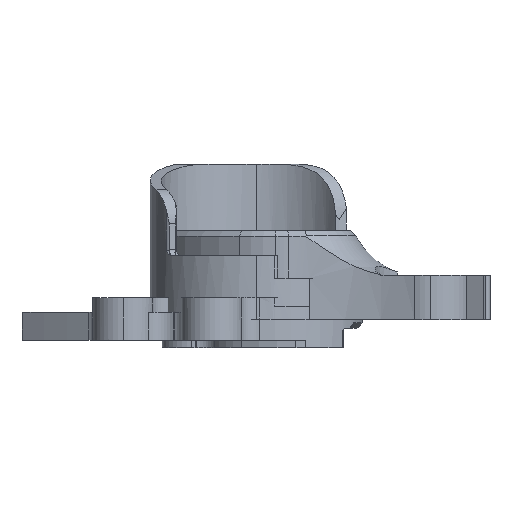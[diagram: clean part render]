
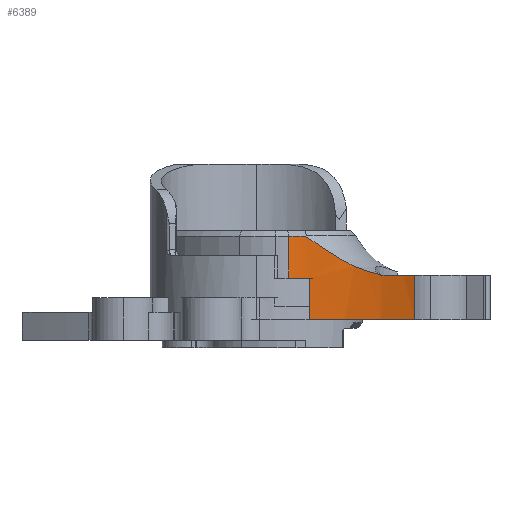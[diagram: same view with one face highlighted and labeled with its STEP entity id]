
A CAD part, left-side view. The second image highlights one B-rep face of the part: STEP entity #6389.
In plain terms, the highlighted cylindrical face has radius 40 mm (diameter 80 mm), a partial arc.
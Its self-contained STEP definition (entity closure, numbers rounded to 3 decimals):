
#70 = DIRECTION ( 'NONE',  ( 0., 0., -1. ) ) ;
#285 = CIRCLE ( 'NONE', #5411, 40. ) ;
#351 = CARTESIAN_POINT ( 'NONE',  ( -14.203, -17.602, 8.379 ) ) ;
#373 = CARTESIAN_POINT ( 'NONE',  ( -13.295, -6.416, 14.328 ) ) ;
#385 = ORIENTED_EDGE ( 'NONE', *, *, #2492, .T. ) ;
#393 = DIRECTION ( 'NONE',  ( 0., 0., 1. ) ) ;
#579 = CARTESIAN_POINT ( 'NONE',  ( -16.594, -24.862, 84.538 ) ) ;
#651 = EDGE_CURVE ( 'NONE', #3517, #1493, #1285, .T. ) ;
#732 = CARTESIAN_POINT ( 'NONE',  ( -13.763, -2.275, 84.538 ) ) ;
#854 = CARTESIAN_POINT ( 'NONE',  ( -13.763, -2.275, 15. ) ) ;
#874 = CARTESIAN_POINT ( 'NONE',  ( -13.952, -16.384, 8.722 ) ) ;
#905 = CARTESIAN_POINT ( 'NONE',  ( -13.379, -5.324, 15. ) ) ;
#921 = VERTEX_POINT ( 'NONE', #6301 ) ;
#1045 = B_SPLINE_CURVE_WITH_KNOTS ( 'NONE', 3,
 ( #2915, #5985, #351, #3939, #874, #4451, #1393, #4965, #1918, #5485, #2441, #6009, #2942, #6516, #3442, #373, #3962, #905 ),
 .UNSPECIFIED., .F., .F.,
 ( 4, 2, 2, 2, 2, 2, 2, 2, 4 ),
 ( 0.006, 0.008, 0.009, 0.01, 0.014, 0.016, 0.018, 0.02, 0.022 ),
 .UNSPECIFIED. ) ;
#1053 = EDGE_CURVE ( 'NONE', #1318, #4956, #1933, .T. ) ;
#1097 = VERTEX_POINT ( 'NONE', #4684 ) ;
#1113 = DIRECTION ( 'NONE',  ( -1., 0., 0. ) ) ;
#1285 = CIRCLE ( 'NONE', #6240, 40. ) ;
#1318 = VERTEX_POINT ( 'NONE', #5528 ) ;
#1380 = EDGE_CURVE ( 'NONE', #1097, #921, #5107, .T. ) ;
#1393 = CARTESIAN_POINT ( 'NONE',  ( -13.789, -15.486, 9.028 ) ) ;
#1422 = CIRCLE ( 'NONE', #3661, 40. ) ;
#1443 = FACE_OUTER_BOUND ( 'NONE', #2744, .T. ) ;
#1447 = ORIENTED_EDGE ( 'NONE', *, *, #1380, .F. ) ;
#1493 = VERTEX_POINT ( 'NONE', #854 ) ;
#1561 = CARTESIAN_POINT ( 'NONE',  ( -13.763, -2.275, 7.5 ) ) ;
#1579 = DIRECTION ( 'NONE',  ( 0., 0., -1. ) ) ;
#1581 = EDGE_CURVE ( 'NONE', #1318, #921, #1422, .T. ) ;
#1608 = CIRCLE ( 'NONE', #3506, 40. ) ;
#1681 = DIRECTION ( 'NONE',  ( 0., 0., -1. ) ) ;
#1761 = VECTOR ( 'NONE', #70, 1000. ) ;
#1795 = ORIENTED_EDGE ( 'NONE', *, *, #1581, .T. ) ;
#1834 = DIRECTION ( 'NONE',  ( 0., 0., 1. ) ) ;
#1918 = CARTESIAN_POINT ( 'NONE',  ( -13.42, -12.879, 10.164 ) ) ;
#1933 = LINE ( 'NONE', #579, #1761 ) ;
#1936 = CARTESIAN_POINT ( 'NONE',  ( -13.33, -5.936, 0. ) ) ;
#1968 = ORIENTED_EDGE ( 'NONE', *, *, #6455, .T. ) ;
#2122 = ORIENTED_EDGE ( 'NONE', *, *, #5026, .T. ) ;
#2265 = EDGE_CURVE ( 'NONE', #5804, #4244, #285, .T. ) ;
#2270 = LINE ( 'NONE', #5016, #4971 ) ;
#2380 = ORIENTED_EDGE ( 'NONE', *, *, #1053, .F. ) ;
#2441 = CARTESIAN_POINT ( 'NONE',  ( -13.268, -10.674, 11.459 ) ) ;
#2492 = EDGE_CURVE ( 'NONE', #1493, #5804, #5813, .T. ) ;
#2744 = EDGE_LOOP ( 'NONE', ( #1447, #2122, #5173, #385, #6022, #4535, #1968, #2380, #1795 ) ) ;
#2915 = CARTESIAN_POINT ( 'NONE',  ( -14.504, -18.825, 8.156 ) ) ;
#2942 = CARTESIAN_POINT ( 'NONE',  ( -13.225, -9.063, 12.516 ) ) ;
#3164 = AXIS2_PLACEMENT_3D ( 'NONE', #6234, #4650, #1113 ) ;
#3442 = CARTESIAN_POINT ( 'NONE',  ( -13.246, -7.479, 13.609 ) ) ;
#3506 = AXIS2_PLACEMENT_3D ( 'NONE', #4741, #1681, #5256 ) ;
#3517 = VERTEX_POINT ( 'NONE', #5656 ) ;
#3661 = AXIS2_PLACEMENT_3D ( 'NONE', #4991, #4905, #4877 ) ;
#3723 = CARTESIAN_POINT ( 'NONE',  ( -53.227, -8.8, 15. ) ) ;
#3881 = CARTESIAN_POINT ( 'NONE',  ( -16.594, -24.862, 0. ) ) ;
#3939 = CARTESIAN_POINT ( 'NONE',  ( -14.012, -16.688, 8.629 ) ) ;
#3962 = CARTESIAN_POINT ( 'NONE',  ( -13.33, -5.878, 14.682 ) ) ;
#4003 = CYLINDRICAL_SURFACE ( 'NONE', #3164, 40. ) ;
#4049 = CARTESIAN_POINT ( 'NONE',  ( -13.33, -5.936, 7.5 ) ) ;
#4174 = EDGE_CURVE ( 'NONE', #5051, #4244, #2270, .T. ) ;
#4244 = VERTEX_POINT ( 'NONE', #4049 ) ;
#4316 = DIRECTION ( 'NONE',  ( 0., 0., -1. ) ) ;
#4446 = VECTOR ( 'NONE', #4316, 1000. ) ;
#4451 = CARTESIAN_POINT ( 'NONE',  ( -13.84, -15.783, 8.921 ) ) ;
#4535 = ORIENTED_EDGE ( 'NONE', *, *, #4174, .F. ) ;
#4583 = CARTESIAN_POINT ( 'NONE',  ( -14.504, -18.825, 12.038 ) ) ;
#4625 = CARTESIAN_POINT ( 'NONE',  ( -53.227, -8.8, 7.5 ) ) ;
#4650 = DIRECTION ( 'NONE',  ( 0., 0., -1. ) ) ;
#4684 = CARTESIAN_POINT ( 'NONE',  ( -14.504, -18.825, 8.156 ) ) ;
#4741 = CARTESIAN_POINT ( 'NONE',  ( -53.227, -8.8, 0. ) ) ;
#4861 = DIRECTION ( 'NONE',  ( 0., 0., -1. ) ) ;
#4877 = DIRECTION ( 'NONE',  ( -1., 0., 0. ) ) ;
#4905 = DIRECTION ( 'NONE',  ( 0., 0., 1. ) ) ;
#4956 = VERTEX_POINT ( 'NONE', #3881 ) ;
#4965 = CARTESIAN_POINT ( 'NONE',  ( -13.551, -14.013, 9.599 ) ) ;
#4971 = VECTOR ( 'NONE', #393, 1000. ) ;
#4991 = CARTESIAN_POINT ( 'NONE',  ( -53.227, -8.8, 8. ) ) ;
#5016 = CARTESIAN_POINT ( 'NONE',  ( -13.33, -5.936, 3.75 ) ) ;
#5026 = EDGE_CURVE ( 'NONE', #1097, #3517, #1045, .T. ) ;
#5051 = VERTEX_POINT ( 'NONE', #1936 ) ;
#5107 = LINE ( 'NONE', #4583, #5263 ) ;
#5149 = DIRECTION ( 'NONE',  ( 1., 0., 0. ) ) ;
#5173 = ORIENTED_EDGE ( 'NONE', *, *, #651, .T. ) ;
#5256 = DIRECTION ( 'NONE',  ( -1., 0., 0. ) ) ;
#5263 = VECTOR ( 'NONE', #4861, 1000. ) ;
#5311 = DIRECTION ( 'NONE',  ( 1., 0., 0. ) ) ;
#5411 = AXIS2_PLACEMENT_3D ( 'NONE', #4625, #1579, #5149 ) ;
#5485 = CARTESIAN_POINT ( 'NONE',  ( -13.297, -11.22, 11.121 ) ) ;
#5528 = CARTESIAN_POINT ( 'NONE',  ( -16.594, -24.862, 8. ) ) ;
#5656 = CARTESIAN_POINT ( 'NONE',  ( -13.379, -5.324, 15. ) ) ;
#5804 = VERTEX_POINT ( 'NONE', #1561 ) ;
#5813 = LINE ( 'NONE', #732, #4446 ) ;
#5985 = CARTESIAN_POINT ( 'NONE',  ( -14.345, -18.212, 8.248 ) ) ;
#6009 = CARTESIAN_POINT ( 'NONE',  ( -13.232, -9.595, 12.156 ) ) ;
#6022 = ORIENTED_EDGE ( 'NONE', *, *, #2265, .T. ) ;
#6234 = CARTESIAN_POINT ( 'NONE',  ( -53.227, -8.8, 84.538 ) ) ;
#6240 = AXIS2_PLACEMENT_3D ( 'NONE', #3723, #1834, #5311 ) ;
#6301 = CARTESIAN_POINT ( 'NONE',  ( -14.504, -18.825, 8. ) ) ;
#6389 = ADVANCED_FACE ( 'NONE', ( #1443 ), #4003, .F. ) ;
#6455 = EDGE_CURVE ( 'NONE', #5051, #4956, #1608, .T. ) ;
#6516 = CARTESIAN_POINT ( 'NONE',  ( -13.232, -8.005, 13.242 ) ) ;
